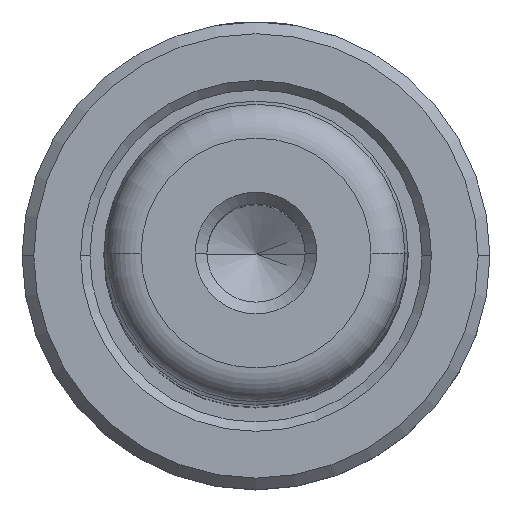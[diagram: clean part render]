
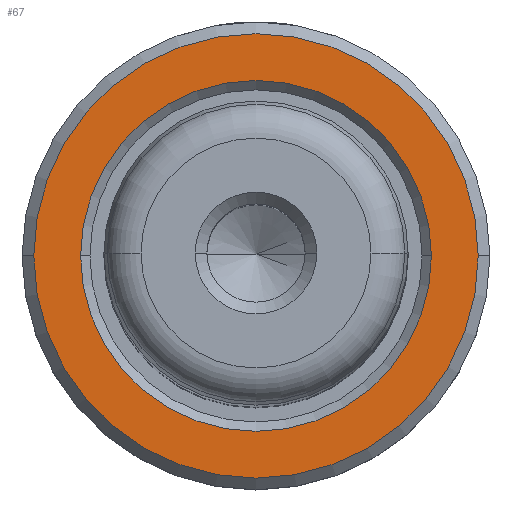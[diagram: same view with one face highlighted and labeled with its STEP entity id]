
A CAD part, top view. The second image highlights one B-rep face of the part: STEP entity #67.
In plain terms, the highlighted planar face has unit normal (0, 0, 1).
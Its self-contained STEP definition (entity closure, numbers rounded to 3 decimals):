
#67 = ADVANCED_FACE ( 'NONE', ( #1737, #1690 ), #853, .F. ) ;
#88 = EDGE_LOOP ( 'NONE', ( #1590, #1272 ) ) ;
#107 = EDGE_CURVE ( 'NONE', #731, #2352, #602, .T. ) ;
#124 = EDGE_CURVE ( 'NONE', #1177, #292, #2360, .T. ) ;
#155 = CARTESIAN_POINT ( 'NONE',  ( -7.5, 0., 30. ) ) ;
#162 = DIRECTION ( 'NONE',  ( -1., 0., 0. ) ) ;
#256 = DIRECTION ( 'NONE',  ( 0., 0., 1. ) ) ;
#292 = VERTEX_POINT ( 'NONE', #876 ) ;
#297 = DIRECTION ( 'NONE',  ( -1., 0., 0. ) ) ;
#306 = DIRECTION ( 'NONE',  ( 0., 0., -1. ) ) ;
#343 = CARTESIAN_POINT ( 'NONE',  ( 0., 0., 30. ) ) ;
#375 = CARTESIAN_POINT ( 'NONE',  ( 0., 0., 30. ) ) ;
#411 = CIRCLE ( 'NONE', #995, 7.5 ) ;
#494 = CARTESIAN_POINT ( 'NONE',  ( -9.5, 0., 30. ) ) ;
#521 = ORIENTED_EDGE ( 'NONE', *, *, #1026, .T. ) ;
#602 = CIRCLE ( 'NONE', #1341, 7.5 ) ;
#635 = CIRCLE ( 'NONE', #1038, 9.5 ) ;
#667 = DIRECTION ( 'NONE',  ( 0., 0., -1. ) ) ;
#731 = VERTEX_POINT ( 'NONE', #1339 ) ;
#782 = DIRECTION ( 'NONE',  ( -1., 0., 0. ) ) ;
#847 = ORIENTED_EDGE ( 'NONE', *, *, #124, .T. ) ;
#853 = PLANE ( 'NONE',  #1103 ) ;
#871 = CARTESIAN_POINT ( 'NONE',  ( 6.5, 0., 30. ) ) ;
#876 = CARTESIAN_POINT ( 'NONE',  ( 9.5, 0., 30. ) ) ;
#938 = CARTESIAN_POINT ( 'NONE',  ( 0., 0., 30. ) ) ;
#995 = AXIS2_PLACEMENT_3D ( 'NONE', #938, #2129, #1141 ) ;
#1026 = EDGE_CURVE ( 'NONE', #292, #1177, #635, .T. ) ;
#1038 = AXIS2_PLACEMENT_3D ( 'NONE', #2109, #2102, #1206 ) ;
#1103 = AXIS2_PLACEMENT_3D ( 'NONE', #871, #667, #782 ) ;
#1141 = DIRECTION ( 'NONE',  ( -1., 0., 0. ) ) ;
#1177 = VERTEX_POINT ( 'NONE', #494 ) ;
#1206 = DIRECTION ( 'NONE',  ( -1., 0., 0. ) ) ;
#1272 = ORIENTED_EDGE ( 'NONE', *, *, #1371, .T. ) ;
#1339 = CARTESIAN_POINT ( 'NONE',  ( 7.5, 0., 30. ) ) ;
#1341 = AXIS2_PLACEMENT_3D ( 'NONE', #375, #306, #297 ) ;
#1371 = EDGE_CURVE ( 'NONE', #2352, #731, #411, .T. ) ;
#1590 = ORIENTED_EDGE ( 'NONE', *, *, #107, .T. ) ;
#1671 = AXIS2_PLACEMENT_3D ( 'NONE', #343, #256, #162 ) ;
#1690 = FACE_OUTER_BOUND ( 'NONE', #1950, .T. ) ;
#1737 = FACE_BOUND ( 'NONE', #88, .T. ) ;
#1950 = EDGE_LOOP ( 'NONE', ( #847, #521 ) ) ;
#2102 = DIRECTION ( 'NONE',  ( 0., 0., 1. ) ) ;
#2109 = CARTESIAN_POINT ( 'NONE',  ( 0., 0., 30. ) ) ;
#2129 = DIRECTION ( 'NONE',  ( 0., 0., -1. ) ) ;
#2352 = VERTEX_POINT ( 'NONE', #155 ) ;
#2360 = CIRCLE ( 'NONE', #1671, 9.5 ) ;
